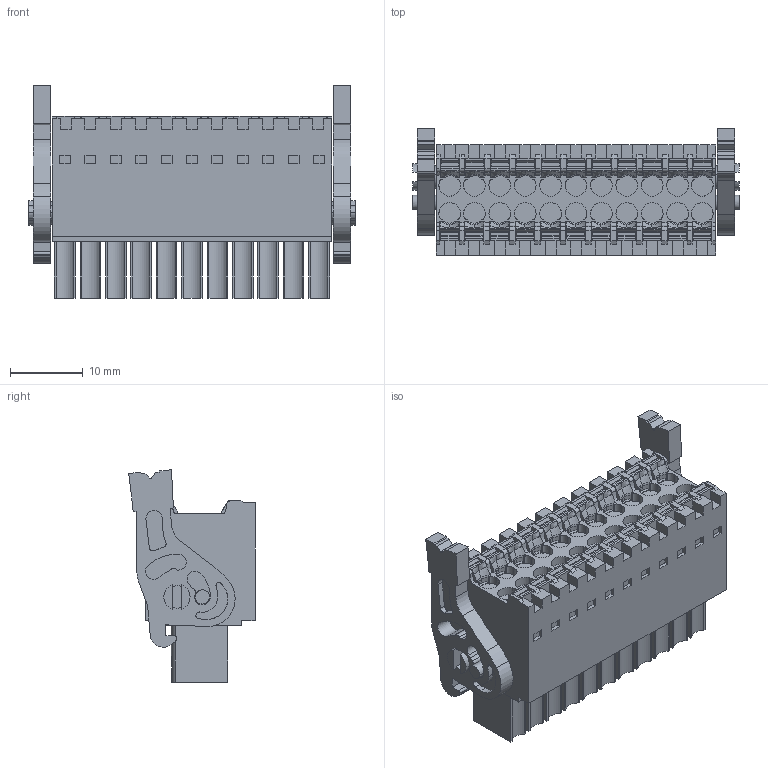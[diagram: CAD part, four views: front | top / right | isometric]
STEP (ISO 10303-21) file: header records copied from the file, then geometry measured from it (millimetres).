
FILE_DESCRIPTION(('CATIA V5 STEP','CAx-IF Rec.Pracs.--- Model Styling and Organization---1.4--- 2014-01-23'),'2;1');
FILE_NAME ('D1450496_1', '2023-08-22T06:48:42+00:00', ('none'), ('Weidmueller'), 'CATIA Version 5-6 Release 2016 SP3 HF44', 'CATIA V5 STEP AP214', 'none');
FILE_SCHEMA(('AUTOMOTIVE_DESIGN { 1 0 10303 214 1 1 1 1 }'));
Products named in the file (1): 1278130000
Bounding box: 45 x 17.45 x 29.28 mm (x, y, z)
Volume: 11425.1 mm3; surface area: 8177.9 mm2
Topology: 25 solids, 25 shells, 1657 faces, 4789 edges, 3249 vertices
Faces by surface type: plane 1037, cylinder 244, extrusion 157, torus 131, cone 44, bspline 44
Entity records: 57205 total; most frequent: CARTESIAN_POINT 17762, ORIENTED_EDGE 9578, DIRECTION 5667, EDGE_CURVE 4789, VECTOR 3478, LINE 3321, VERTEX_POINT 3249, EDGE_LOOP 1736
